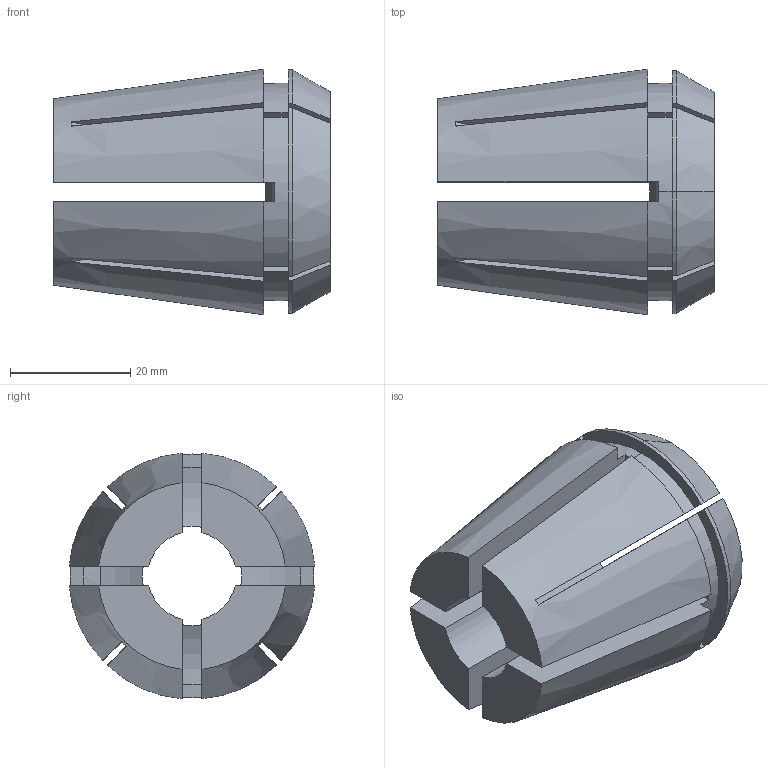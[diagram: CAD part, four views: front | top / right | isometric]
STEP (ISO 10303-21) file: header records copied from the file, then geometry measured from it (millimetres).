
FILE_DESCRIPTION (( 'STEP AP203' ), '1' );
FILE_NAME ('STP-5250-116-040-20-0(05710-652).STEP', '2022-09-14T05:53:16', ( '' ), ( '' ), 'SwSTEP 2.0', 'SolidWorks 2017', '' );
FILE_SCHEMA (( 'CONFIG_CONTROL_DESIGN' ));
Length unit declared in the file: millimetre
Products named in the file (1): STP-5250-116-040-20-0(05710-652)
Bounding box: 46 x 40.87 x 40.87 mm (x, y, z)
Volume: 32505.4 mm3; surface area: 14033 mm2
Topology: 1 solids, 1 shells, 93 faces, 278 edges, 185 vertices
Faces by surface type: plane 48, cylinder 36, cone 9
Entity records: 3311 total; most frequent: CARTESIAN_POINT 708, ORIENTED_EDGE 556, DIRECTION 523, EDGE_CURVE 278, AXIS2_PLACEMENT_3D 193, VERTEX_POINT 185, LINE 137, VECTOR 137
